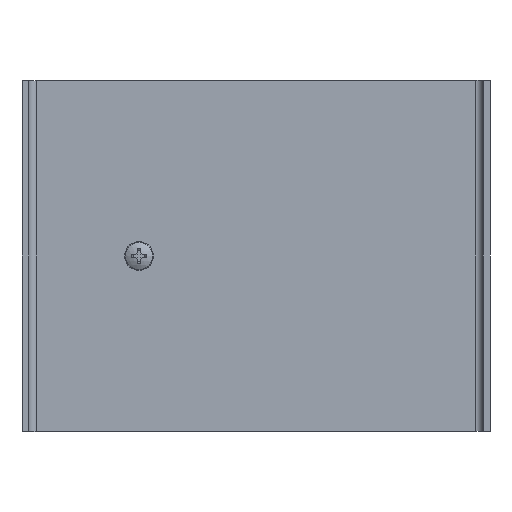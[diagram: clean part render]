
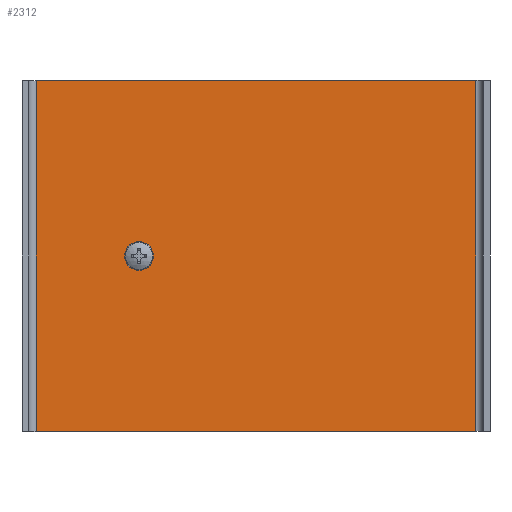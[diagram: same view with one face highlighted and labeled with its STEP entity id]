
A CAD part, front view. The second image highlights one B-rep face of the part: STEP entity #2312.
In plain terms, the highlighted planar face has unit normal (0, -1, 0).
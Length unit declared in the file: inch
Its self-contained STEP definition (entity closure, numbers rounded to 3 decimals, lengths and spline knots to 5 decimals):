
#14 = AXIS2_PLACEMENT_3D ( 'NONE', #1527, #1674, #2454 ) ;
#103 = LINE ( 'NONE', #1052, #338 ) ;
#133 = LINE ( 'NONE', #1898, #889 ) ;
#174 = VECTOR ( 'NONE', #939, 39.37008 ) ;
#308 = EDGE_CURVE ( 'NONE', #424, #2363, #870, .T. ) ;
#338 = VECTOR ( 'NONE', #1064, 39.37008 ) ;
#416 = LINE ( 'NONE', #765, #174 ) ;
#424 = VERTEX_POINT ( 'NONE', #1498 ) ;
#765 = CARTESIAN_POINT ( 'NONE',  ( -3.7554, 0.9, -3. ) ) ;
#767 = CIRCLE ( 'NONE', #2131, 0.246 ) ;
#870 = LINE ( 'NONE', #2596, #1777 ) ;
#889 = VECTOR ( 'NONE', #1861, 39.37008 ) ;
#906 = CARTESIAN_POINT ( 'NONE',  ( -2.246, 0.9, 0. ) ) ;
#939 = DIRECTION ( 'NONE',  ( 0., 0., 1. ) ) ;
#1009 = PLANE ( 'NONE',  #14 ) ;
#1052 = CARTESIAN_POINT ( 'NONE',  ( -4., 0.9, -3. ) ) ;
#1054 = EDGE_LOOP ( 'NONE', ( #2167 ) ) ;
#1064 = DIRECTION ( 'NONE',  ( -1., 0., 0. ) ) ;
#1126 = EDGE_LOOP ( 'NONE', ( #1230, #2718, #2306, #1424 ) ) ;
#1230 = ORIENTED_EDGE ( 'NONE', *, *, #1584, .F. ) ;
#1267 = FACE_OUTER_BOUND ( 'NONE', #1126, .T. ) ;
#1424 = ORIENTED_EDGE ( 'NONE', *, *, #2484, .F. ) ;
#1439 = EDGE_CURVE ( 'NONE', #1998, #424, #416, .T. ) ;
#1454 = VERTEX_POINT ( 'NONE', #906 ) ;
#1498 = CARTESIAN_POINT ( 'NONE',  ( -3.7554, 0.9, 3. ) ) ;
#1527 = CARTESIAN_POINT ( 'NONE',  ( 4., 0.9, -3. ) ) ;
#1584 = EDGE_CURVE ( 'NONE', #2363, #1899, #133, .T. ) ;
#1674 = DIRECTION ( 'NONE',  ( 0., 1., 0. ) ) ;
#1774 = DIRECTION ( 'NONE',  ( 1., 0., 0. ) ) ;
#1777 = VECTOR ( 'NONE', #1774, 39.37008 ) ;
#1861 = DIRECTION ( 'NONE',  ( 0., 0., -1. ) ) ;
#1898 = CARTESIAN_POINT ( 'NONE',  ( 3.7554, 0.9, 3. ) ) ;
#1899 = VERTEX_POINT ( 'NONE', #2395 ) ;
#1998 = VERTEX_POINT ( 'NONE', #2806 ) ;
#2091 = EDGE_CURVE ( 'NONE', #1454, #1454, #767, .T. ) ;
#2131 = AXIS2_PLACEMENT_3D ( 'NONE', #2206, #2636, #2615 ) ;
#2167 = ORIENTED_EDGE ( 'NONE', *, *, #2091, .F. ) ;
#2206 = CARTESIAN_POINT ( 'NONE',  ( -2., 0.9, 0. ) ) ;
#2306 = ORIENTED_EDGE ( 'NONE', *, *, #1439, .F. ) ;
#2312 = ADVANCED_FACE ( 'NONE', ( #2474, #1267 ), #1009, .F. ) ;
#2363 = VERTEX_POINT ( 'NONE', #2579 ) ;
#2395 = CARTESIAN_POINT ( 'NONE',  ( 3.7554, 0.9, -3. ) ) ;
#2454 = DIRECTION ( 'NONE',  ( -1., 0., 0. ) ) ;
#2474 = FACE_BOUND ( 'NONE', #1054, .T. ) ;
#2484 = EDGE_CURVE ( 'NONE', #1899, #1998, #103, .T. ) ;
#2579 = CARTESIAN_POINT ( 'NONE',  ( 3.7554, 0.9, 3. ) ) ;
#2596 = CARTESIAN_POINT ( 'NONE',  ( -4., 0.9, 3. ) ) ;
#2615 = DIRECTION ( 'NONE',  ( -1., 0., 0. ) ) ;
#2636 = DIRECTION ( 'NONE',  ( 0., -1., 0. ) ) ;
#2718 = ORIENTED_EDGE ( 'NONE', *, *, #308, .F. ) ;
#2806 = CARTESIAN_POINT ( 'NONE',  ( -3.7554, 0.9, -3. ) ) ;
